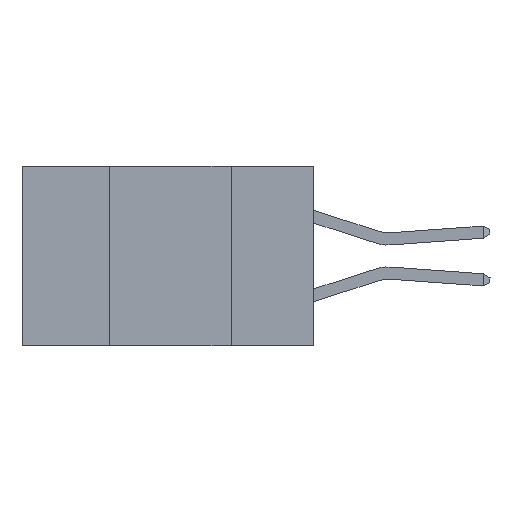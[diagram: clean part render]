
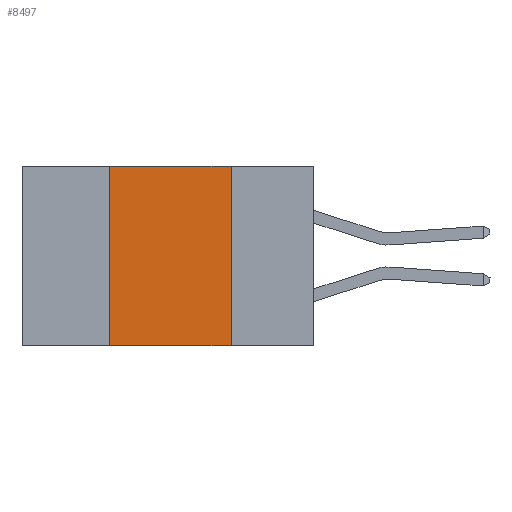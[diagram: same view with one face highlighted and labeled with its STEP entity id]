
A CAD part, left-side view. The second image highlights one B-rep face of the part: STEP entity #8497.
In plain terms, the highlighted planar face has unit normal (-1, 0, 0).
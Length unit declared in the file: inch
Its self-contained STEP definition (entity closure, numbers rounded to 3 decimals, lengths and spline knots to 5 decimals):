
#59 = CARTESIAN_POINT ( 'NONE',  ( 0., 0.42, 0. ) ) ;
#619 = DIRECTION ( 'NONE',  ( 0., 0., -1. ) ) ;
#880 = EDGE_CURVE ( 'NONE', #8827, #9212, #1935, .T. ) ;
#1020 = EDGE_CURVE ( 'NONE', #8827, #17234, #6356, .T. ) ;
#1405 = AXIS2_PLACEMENT_3D ( 'NONE', #11251, #3116, #12558 ) ;
#1646 = PLANE ( 'NONE',  #1405 ) ;
#1791 = EDGE_CURVE ( 'NONE', #17234, #14089, #14396, .T. ) ;
#1935 = LINE ( 'NONE', #2246, #11560 ) ;
#2246 = CARTESIAN_POINT ( 'NONE',  ( 0., 0.6, -0.37 ) ) ;
#2391 = CARTESIAN_POINT ( 'NONE',  ( 0., 0.42, -0.37 ) ) ;
#3116 = DIRECTION ( 'NONE',  ( 1., 0., 0. ) ) ;
#3213 = FACE_OUTER_BOUND ( 'NONE', #11186, .T. ) ;
#3590 = ORIENTED_EDGE ( 'NONE', *, *, #1020, .F. ) ;
#5949 = VECTOR ( 'NONE', #619, 39.37008 ) ;
#6356 = LINE ( 'NONE', #59, #16494 ) ;
#6856 = ORIENTED_EDGE ( 'NONE', *, *, #1791, .F. ) ;
#7737 = CARTESIAN_POINT ( 'NONE',  ( 0., 0.17, 0. ) ) ;
#8497 = ADVANCED_FACE ( 'NONE', ( #3213 ), #1646, .F. ) ;
#8753 = CARTESIAN_POINT ( 'NONE',  ( 0., 0.17, -0.37 ) ) ;
#8827 = VERTEX_POINT ( 'NONE', #2391 ) ;
#8932 = ORIENTED_EDGE ( 'NONE', *, *, #880, .T. ) ;
#9212 = VERTEX_POINT ( 'NONE', #8753 ) ;
#11186 = EDGE_LOOP ( 'NONE', ( #12651, #6856, #3590, #8932 ) ) ;
#11251 = CARTESIAN_POINT ( 'NONE',  ( 0., 0.6, 0. ) ) ;
#11366 = CARTESIAN_POINT ( 'NONE',  ( 0., 0.17, 0. ) ) ;
#11560 = VECTOR ( 'NONE', #15661, 39.37008 ) ;
#12558 = DIRECTION ( 'NONE',  ( 0., 0., -1. ) ) ;
#12651 = ORIENTED_EDGE ( 'NONE', *, *, #13586, .F. ) ;
#13015 = LINE ( 'NONE', #7737, #5949 ) ;
#13371 = DIRECTION ( 'NONE',  ( 0., 0., 1. ) ) ;
#13569 = VECTOR ( 'NONE', #17121, 39.37008 ) ;
#13586 = EDGE_CURVE ( 'NONE', #14089, #9212, #13015, .T. ) ;
#14089 = VERTEX_POINT ( 'NONE', #11366 ) ;
#14396 = LINE ( 'NONE', #15855, #13569 ) ;
#14502 = CARTESIAN_POINT ( 'NONE',  ( 0., 0.42, 0. ) ) ;
#15661 = DIRECTION ( 'NONE',  ( 0., -1., 0. ) ) ;
#15855 = CARTESIAN_POINT ( 'NONE',  ( 0., 0.6, 0. ) ) ;
#16494 = VECTOR ( 'NONE', #13371, 39.37008 ) ;
#17121 = DIRECTION ( 'NONE',  ( 0., -1., 0. ) ) ;
#17234 = VERTEX_POINT ( 'NONE', #14502 ) ;
